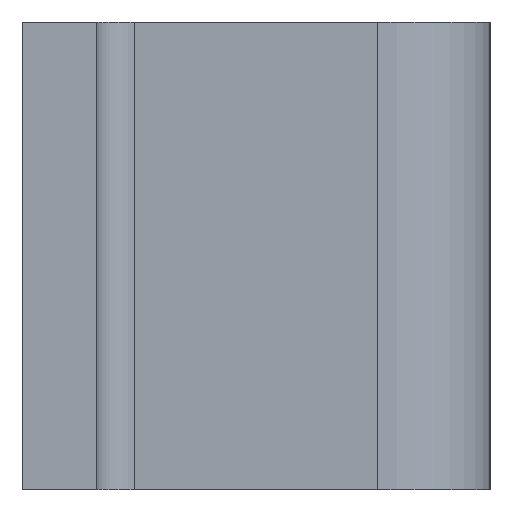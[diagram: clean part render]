
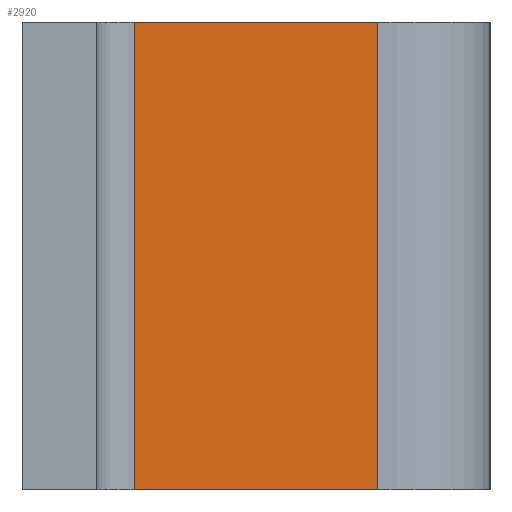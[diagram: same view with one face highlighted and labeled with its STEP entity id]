
A CAD part, left-side view. The second image highlights one B-rep face of the part: STEP entity #2920.
In plain terms, the highlighted planar face has unit normal (-1, 0, 0).
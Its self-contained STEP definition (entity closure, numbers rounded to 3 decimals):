
#790=CARTESIAN_POINT('',(26.,19.,0.));
#800=VERTEX_POINT('',#790);
#830=CARTESIAN_POINT('',(26.,0.,0.));
#840=DIRECTION('',(0.,1.,0.));
#850=VECTOR('',#840,1.);
#860=LINE('',#830,#850);
#870=CARTESIAN_POINT('',(26.,6.,0.));
#880=VERTEX_POINT('',#870);
#890=EDGE_CURVE('',#880,#800,#860,.T.);
#1290=CARTESIAN_POINT('',(26.,6.,25.));
#1300=VERTEX_POINT('',#1290);
#1330=CARTESIAN_POINT('',(26.,0.,25.));
#1340=DIRECTION('',(0.,1.,0.));
#1350=VECTOR('',#1340,1.);
#1360=LINE('',#1330,#1350);
#1370=CARTESIAN_POINT('',(26.,19.,25.));
#1380=VERTEX_POINT('',#1370);
#1390=EDGE_CURVE('',#1300,#1380,#1360,.T.);
#2710=CARTESIAN_POINT('',(26.,0.,0.));
#2720=DIRECTION('',(-1.,0.,0.));
#2730=DIRECTION('',(0.,1.,0.));
#2740=AXIS2_PLACEMENT_3D('',#2710,#2720,#2730);
#2750=PLANE('',#2740);
#2760=ORIENTED_EDGE('',*,*,#890,.F.);
#2770=CARTESIAN_POINT('',(26.,19.,0.));
#2780=DIRECTION('',(0.,0.,1.));
#2790=VECTOR('',#2780,1.);
#2800=LINE('',#2770,#2790);
#2810=EDGE_CURVE('',#800,#1380,#2800,.T.);
#2820=ORIENTED_EDGE('',*,*,#2810,.F.);
#2830=ORIENTED_EDGE('',*,*,#1390,.T.);
#2840=CARTESIAN_POINT('',(26.,6.,0.));
#2850=DIRECTION('',(0.,0.,1.));
#2860=VECTOR('',#2850,1.);
#2870=LINE('',#2840,#2860);
#2880=EDGE_CURVE('',#880,#1300,#2870,.T.);
#2890=ORIENTED_EDGE('',*,*,#2880,.T.);
#2900=EDGE_LOOP('',(#2890,#2830,#2820,#2760));
#2910=FACE_OUTER_BOUND('',#2900,.T.);
#2920=ADVANCED_FACE('',(#2910),#2750,.T.);
